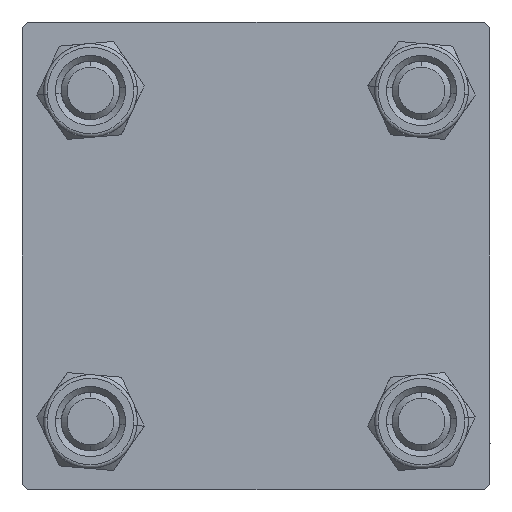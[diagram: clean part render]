
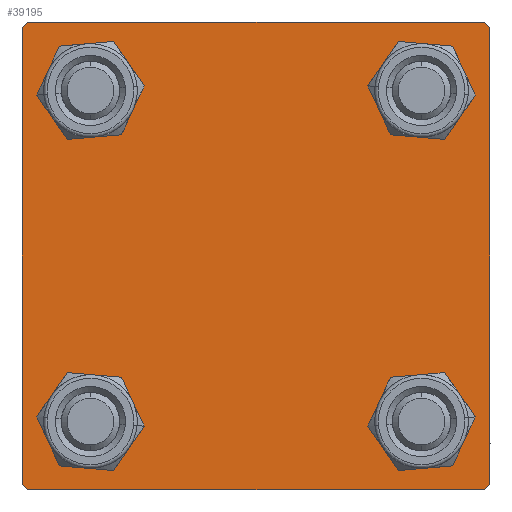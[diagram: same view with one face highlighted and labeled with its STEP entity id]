
A CAD part, left-side view. The second image highlights one B-rep face of the part: STEP entity #39195.
In plain terms, the highlighted planar face has unit normal (-1, 0, 0).
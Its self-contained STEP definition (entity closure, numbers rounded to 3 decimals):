
#435 = DIRECTION ( 'NONE',  ( 0., 0.707, -0.707 ) ) ;
#717 = EDGE_LOOP ( 'NONE', ( #17134, #55004 ) ) ;
#922 = EDGE_CURVE ( 'NONE', #37474, #9989, #32835, .T. ) ;
#1603 = ORIENTED_EDGE ( 'NONE', *, *, #41309, .T. ) ;
#2323 = DIRECTION ( 'NONE',  ( 0., 0.707, 0.707 ) ) ;
#3066 = DIRECTION ( 'NONE',  ( 0., -0.707, 0.707 ) ) ;
#3532 = CARTESIAN_POINT ( 'NONE',  ( 0., 14.15, -14.15 ) ) ;
#3549 = CARTESIAN_POINT ( 'NONE',  ( 0., 19.5, -20. ) ) ;
#4496 = EDGE_LOOP ( 'NONE', ( #49013, #1603 ) ) ;
#5298 = DIRECTION ( 'NONE',  ( 1., 0., 0. ) ) ;
#5630 = CARTESIAN_POINT ( 'NONE',  ( 0., -14.15, -14.15 ) ) ;
#5957 = VERTEX_POINT ( 'NONE', #3549 ) ;
#5970 = LINE ( 'NONE', #9444, #48246 ) ;
#6451 = ORIENTED_EDGE ( 'NONE', *, *, #21899, .T. ) ;
#7035 = EDGE_CURVE ( 'NONE', #15068, #5957, #36890, .T. ) ;
#7367 = VERTEX_POINT ( 'NONE', #28808 ) ;
#7647 = CARTESIAN_POINT ( 'NONE',  ( 0., -14.15, 14.15 ) ) ;
#7808 = DIRECTION ( 'NONE',  ( 0., 0., 1. ) ) ;
#8451 = ORIENTED_EDGE ( 'NONE', *, *, #7035, .T. ) ;
#8543 = DIRECTION ( 'NONE',  ( 0., 0., -1. ) ) ;
#8670 = CARTESIAN_POINT ( 'NONE',  ( 0., 14.15, 17.15 ) ) ;
#9444 = CARTESIAN_POINT ( 'NONE',  ( 0., 20., -20. ) ) ;
#9747 = EDGE_CURVE ( 'NONE', #7367, #40808, #43059, .T. ) ;
#9989 = VERTEX_POINT ( 'NONE', #28012 ) ;
#10303 = DIRECTION ( 'NONE',  ( 0., 0., 1. ) ) ;
#10584 = CARTESIAN_POINT ( 'NONE',  ( 0., 14.15, 14.15 ) ) ;
#11450 = CARTESIAN_POINT ( 'NONE',  ( 0., 14.15, -14.15 ) ) ;
#11626 = CARTESIAN_POINT ( 'NONE',  ( 0., 0., 0. ) ) ;
#11851 = DIRECTION ( 'NONE',  ( 1., 0., 0. ) ) ;
#12587 = CARTESIAN_POINT ( 'NONE',  ( 0., 14.15, 11.15 ) ) ;
#13638 = CIRCLE ( 'NONE', #54059, 3. ) ;
#13686 = VECTOR ( 'NONE', #3066, 1000. ) ;
#13802 = CARTESIAN_POINT ( 'NONE',  ( 0., -20., -19.5 ) ) ;
#14548 = DIRECTION ( 'NONE',  ( 0., 0., 1. ) ) ;
#14613 = AXIS2_PLACEMENT_3D ( 'NONE', #11450, #33599, #45667 ) ;
#15017 = DIRECTION ( 'NONE',  ( 0., -0.707, -0.707 ) ) ;
#15068 = VERTEX_POINT ( 'NONE', #51719 ) ;
#15569 = LINE ( 'NONE', #51196, #16527 ) ;
#15890 = ORIENTED_EDGE ( 'NONE', *, *, #48574, .T. ) ;
#16525 = FACE_OUTER_BOUND ( 'NONE', #51966, .T. ) ;
#16527 = VECTOR ( 'NONE', #33123, 1000. ) ;
#16539 = EDGE_CURVE ( 'NONE', #55911, #43665, #37582, .T. ) ;
#16734 = DIRECTION ( 'NONE',  ( 0., 0., 1. ) ) ;
#17134 = ORIENTED_EDGE ( 'NONE', *, *, #16539, .T. ) ;
#17306 = EDGE_CURVE ( 'NONE', #25922, #15068, #15569, .T. ) ;
#17672 = ORIENTED_EDGE ( 'NONE', *, *, #56360, .T. ) ;
#17897 = CARTESIAN_POINT ( 'NONE',  ( 0., 19.5, 20. ) ) ;
#18297 = ORIENTED_EDGE ( 'NONE', *, *, #9747, .T. ) ;
#18506 = ORIENTED_EDGE ( 'NONE', *, *, #45576, .F. ) ;
#19384 = VECTOR ( 'NONE', #435, 1000. ) ;
#20998 = EDGE_CURVE ( 'NONE', #5957, #7367, #5970, .T. ) ;
#21899 = EDGE_CURVE ( 'NONE', #35426, #33723, #31718, .T. ) ;
#22827 = CIRCLE ( 'NONE', #30194, 3. ) ;
#24540 = CARTESIAN_POINT ( 'NONE',  ( 0., -14.15, 11.15 ) ) ;
#24594 = VECTOR ( 'NONE', #15017, 1000. ) ;
#24597 = AXIS2_PLACEMENT_3D ( 'NONE', #43191, #11851, #7808 ) ;
#25710 = FACE_BOUND ( 'NONE', #717, .T. ) ;
#25922 = VERTEX_POINT ( 'NONE', #31528 ) ;
#26076 = CARTESIAN_POINT ( 'NONE',  ( 0., -20., 20. ) ) ;
#26239 = DIRECTION ( 'NONE',  ( 1., 0., 0. ) ) ;
#27494 = DIRECTION ( 'NONE',  ( 1., 0., 0. ) ) ;
#27741 = ORIENTED_EDGE ( 'NONE', *, *, #34446, .T. ) ;
#28012 = CARTESIAN_POINT ( 'NONE',  ( 0., -19.5, 20. ) ) ;
#28265 = ORIENTED_EDGE ( 'NONE', *, *, #38268, .T. ) ;
#28293 = CARTESIAN_POINT ( 'NONE',  ( 0., -20., 19.5 ) ) ;
#28808 = CARTESIAN_POINT ( 'NONE',  ( 0., -19.5, -20. ) ) ;
#30194 = AXIS2_PLACEMENT_3D ( 'NONE', #44694, #5298, #31767 ) ;
#30934 = CARTESIAN_POINT ( 'NONE',  ( 0., 19.75, 19.75 ) ) ;
#31180 = VECTOR ( 'NONE', #44428, 1000. ) ;
#31528 = CARTESIAN_POINT ( 'NONE',  ( 0., 20., 19.5 ) ) ;
#31718 = CIRCLE ( 'NONE', #49142, 3. ) ;
#31767 = DIRECTION ( 'NONE',  ( 0., 0., 1. ) ) ;
#32567 = CIRCLE ( 'NONE', #56395, 3. ) ;
#32835 = LINE ( 'NONE', #41730, #56531 ) ;
#33123 = DIRECTION ( 'NONE',  ( 0., 0., -1. ) ) ;
#33174 = EDGE_LOOP ( 'NONE', ( #17672, #28265 ) ) ;
#33494 = ORIENTED_EDGE ( 'NONE', *, *, #922, .T. ) ;
#33599 = DIRECTION ( 'NONE',  ( 1., 0., 0. ) ) ;
#33723 = VERTEX_POINT ( 'NONE', #12587 ) ;
#33803 = EDGE_CURVE ( 'NONE', #40267, #48560, #53076, .T. ) ;
#34064 = DIRECTION ( 'NONE',  ( 0., 0., 1. ) ) ;
#34446 = EDGE_CURVE ( 'NONE', #33723, #35426, #53976, .T. ) ;
#34631 = FACE_BOUND ( 'NONE', #46792, .T. ) ;
#35426 = VERTEX_POINT ( 'NONE', #8670 ) ;
#35910 = DIRECTION ( 'NONE',  ( 0., -1., 0. ) ) ;
#36034 = ORIENTED_EDGE ( 'NONE', *, *, #20998, .T. ) ;
#36552 = AXIS2_PLACEMENT_3D ( 'NONE', #5630, #27494, #14548 ) ;
#36890 = LINE ( 'NONE', #54413, #24594 ) ;
#37474 = VERTEX_POINT ( 'NONE', #28293 ) ;
#37545 = VERTEX_POINT ( 'NONE', #24540 ) ;
#37582 = CIRCLE ( 'NONE', #14613, 3. ) ;
#37590 = CIRCLE ( 'NONE', #44015, 3. ) ;
#38268 = EDGE_CURVE ( 'NONE', #37545, #46089, #37590, .T. ) ;
#38755 = ORIENTED_EDGE ( 'NONE', *, *, #17306, .T. ) ;
#38938 = CARTESIAN_POINT ( 'NONE',  ( 0., 14.15, -17.15 ) ) ;
#38988 = EDGE_CURVE ( 'NONE', #39860, #9989, #53060, .T. ) ;
#39195 = ADVANCED_FACE ( 'NONE', ( #46707, #46992, #25710, #34631, #16525 ), #55329, .T. ) ;
#39781 = ORIENTED_EDGE ( 'NONE', *, *, #38988, .F. ) ;
#39841 = LINE ( 'NONE', #30934, #19384 ) ;
#39860 = VERTEX_POINT ( 'NONE', #17897 ) ;
#40267 = VERTEX_POINT ( 'NONE', #56501 ) ;
#40444 = LINE ( 'NONE', #26076, #56034 ) ;
#40483 = EDGE_CURVE ( 'NONE', #43665, #55911, #13638, .T. ) ;
#40808 = VERTEX_POINT ( 'NONE', #13802 ) ;
#41309 = EDGE_CURVE ( 'NONE', #48560, #40267, #22827, .T. ) ;
#41730 = CARTESIAN_POINT ( 'NONE',  ( 0., -19.75, 19.75 ) ) ;
#43059 = LINE ( 'NONE', #51665, #13686 ) ;
#43191 = CARTESIAN_POINT ( 'NONE',  ( 0., 14.15, 14.15 ) ) ;
#43665 = VERTEX_POINT ( 'NONE', #38938 ) ;
#43788 = DIRECTION ( 'NONE',  ( 0., 0., 1. ) ) ;
#44015 = AXIS2_PLACEMENT_3D ( 'NONE', #7647, #47326, #51641 ) ;
#44428 = DIRECTION ( 'NONE',  ( 0., -1., 0. ) ) ;
#44694 = CARTESIAN_POINT ( 'NONE',  ( 0., -14.15, -14.15 ) ) ;
#45576 = EDGE_CURVE ( 'NONE', #37474, #40808, #40444, .T. ) ;
#45667 = DIRECTION ( 'NONE',  ( 0., 0., 1. ) ) ;
#46089 = VERTEX_POINT ( 'NONE', #56705 ) ;
#46341 = CARTESIAN_POINT ( 'NONE',  ( 0., -14.15, 14.15 ) ) ;
#46707 = FACE_BOUND ( 'NONE', #33174, .T. ) ;
#46792 = EDGE_LOOP ( 'NONE', ( #6451, #27741 ) ) ;
#46992 = FACE_BOUND ( 'NONE', #4496, .T. ) ;
#47326 = DIRECTION ( 'NONE',  ( 1., 0., 0. ) ) ;
#48246 = VECTOR ( 'NONE', #35910, 1000. ) ;
#48474 = CARTESIAN_POINT ( 'NONE',  ( 0., 20., 20. ) ) ;
#48560 = VERTEX_POINT ( 'NONE', #53046 ) ;
#48574 = EDGE_CURVE ( 'NONE', #39860, #25922, #39841, .T. ) ;
#48658 = AXIS2_PLACEMENT_3D ( 'NONE', #11626, #55612, #34064 ) ;
#49013 = ORIENTED_EDGE ( 'NONE', *, *, #33803, .T. ) ;
#49142 = AXIS2_PLACEMENT_3D ( 'NONE', #10584, #49974, #10303 ) ;
#49974 = DIRECTION ( 'NONE',  ( 1., 0., 0. ) ) ;
#51196 = CARTESIAN_POINT ( 'NONE',  ( 0., 20., 20. ) ) ;
#51641 = DIRECTION ( 'NONE',  ( 0., 0., 1. ) ) ;
#51665 = CARTESIAN_POINT ( 'NONE',  ( 0., -19.75, -19.75 ) ) ;
#51719 = CARTESIAN_POINT ( 'NONE',  ( 0., 20., -19.5 ) ) ;
#51786 = DIRECTION ( 'NONE',  ( 1., 0., 0. ) ) ;
#51966 = EDGE_LOOP ( 'NONE', ( #38755, #8451, #36034, #18297, #18506, #33494, #39781, #15890 ) ) ;
#53046 = CARTESIAN_POINT ( 'NONE',  ( 0., -14.15, -17.15 ) ) ;
#53060 = LINE ( 'NONE', #48474, #31180 ) ;
#53076 = CIRCLE ( 'NONE', #36552, 3. ) ;
#53976 = CIRCLE ( 'NONE', #24597, 3. ) ;
#54059 = AXIS2_PLACEMENT_3D ( 'NONE', #3532, #26239, #43788 ) ;
#54413 = CARTESIAN_POINT ( 'NONE',  ( 0., 19.75, -19.75 ) ) ;
#55004 = ORIENTED_EDGE ( 'NONE', *, *, #40483, .T. ) ;
#55329 = PLANE ( 'NONE',  #48658 ) ;
#55383 = CARTESIAN_POINT ( 'NONE',  ( 0., 14.15, -11.15 ) ) ;
#55612 = DIRECTION ( 'NONE',  ( -1., 0., 0. ) ) ;
#55911 = VERTEX_POINT ( 'NONE', #55383 ) ;
#56034 = VECTOR ( 'NONE', #8543, 1000. ) ;
#56360 = EDGE_CURVE ( 'NONE', #46089, #37545, #32567, .T. ) ;
#56395 = AXIS2_PLACEMENT_3D ( 'NONE', #46341, #51786, #16734 ) ;
#56501 = CARTESIAN_POINT ( 'NONE',  ( 0., -14.15, -11.15 ) ) ;
#56531 = VECTOR ( 'NONE', #2323, 1000. ) ;
#56705 = CARTESIAN_POINT ( 'NONE',  ( 0., -14.15, 17.15 ) ) ;
